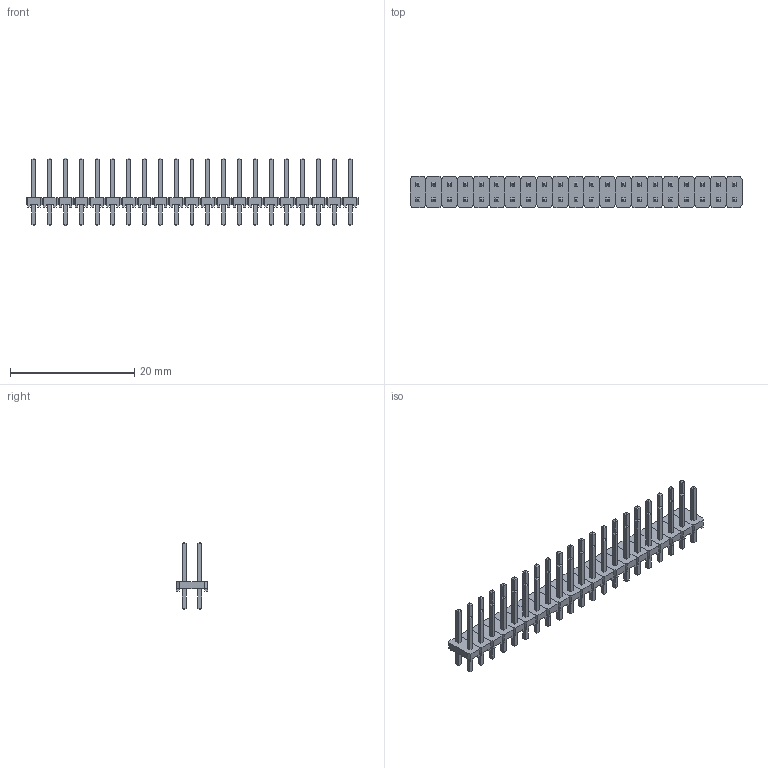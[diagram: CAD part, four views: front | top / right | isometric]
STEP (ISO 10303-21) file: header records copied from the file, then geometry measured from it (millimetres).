
FILE_DESCRIPTION(/* description */ (''),/* implementation_level */ '2;1');
FILE_NAME(/* name */ 'SAMTEC_MTLW-121-07-L-D-250.stp',/* time_stamp */ '2017-04-21T17:26:40+02:00',/* author */ ('riccim'),/* organization */ (''),/* preprocessor_version */ 'ST-DEVELOPER v16.5',/* originating_system */ 'AutoCAD Mechanical',/* authorisation */ '');
FILE_SCHEMA (('AUTOMOTIVE_DESIGN { 1 0 10303 214 3 1 1 }'));
Length unit declared in the file: millimetre
Products named in the file (1): Product
Bounding box: 53.34 x 5.03 x 10.92 mm (x, y, z)
Volume: 467.8 mm3; surface area: 2000.8 mm2
Topology: 105 solids, 105 shells, 1386 faces, 3108 edges, 1932 vertices
Faces by surface type: plane 1386
Entity records: 37074 total; most frequent: CARTESIAN_POINT 6427, ORIENTED_EDGE 6216, DIRECTION 5882, LINE 3108, VECTOR 3108, EDGE_CURVE 3108, VERTEX_POINT 1932, AXIS2_PLACEMENT_3D 1387
